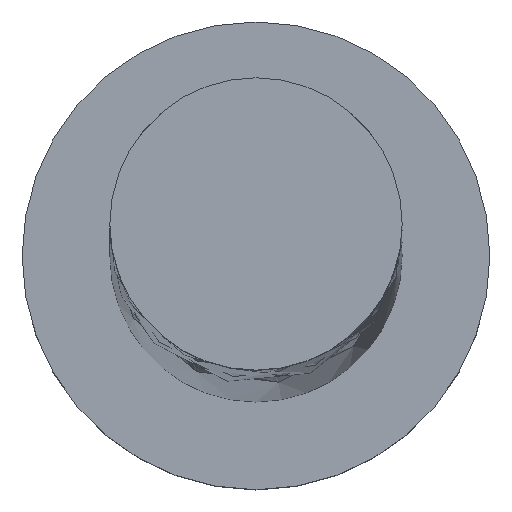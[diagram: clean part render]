
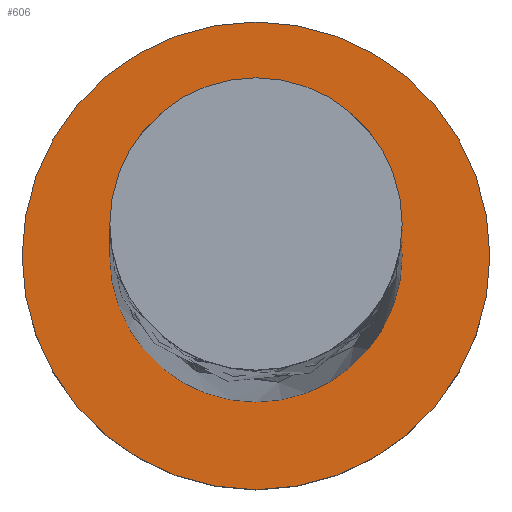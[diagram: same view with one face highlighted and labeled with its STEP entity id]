
A CAD part, top view. The second image highlights one B-rep face of the part: STEP entity #606.
In plain terms, the highlighted planar face has unit normal (0, 0, 1).
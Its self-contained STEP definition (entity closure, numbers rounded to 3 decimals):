
#83 = CIRCLE ( 'NONE', #1964, 5. ) ;
#142 = PLANE ( 'NONE',  #643 ) ;
#214 = AXIS2_PLACEMENT_3D ( 'NONE', #1806, #1988, #1797 ) ;
#285 = CIRCLE ( 'NONE', #1815, 5. ) ;
#329 = EDGE_CURVE ( 'NONE', #379, #773, #577, .T. ) ;
#379 = VERTEX_POINT ( 'NONE', #889 ) ;
#403 = DIRECTION ( 'NONE',  ( 1., 0., 0. ) ) ;
#413 = ORIENTED_EDGE ( 'NONE', *, *, #1355, .F. ) ;
#457 = EDGE_LOOP ( 'NONE', ( #1669, #413 ) ) ;
#577 = CIRCLE ( 'NONE', #1116, 8. ) ;
#606 = ADVANCED_FACE ( 'NONE', ( #1570, #1429 ), #142, .T. ) ;
#627 = CARTESIAN_POINT ( 'NONE',  ( 0., 0., 5. ) ) ;
#643 = AXIS2_PLACEMENT_3D ( 'NONE', #627, #780, #1417 ) ;
#651 = EDGE_LOOP ( 'NONE', ( #1995, #1817 ) ) ;
#738 = DIRECTION ( 'NONE',  ( 1., 0., 0. ) ) ;
#759 = DIRECTION ( 'NONE',  ( 0., 0., 1. ) ) ;
#770 = EDGE_CURVE ( 'NONE', #773, #379, #1018, .T. ) ;
#773 = VERTEX_POINT ( 'NONE', #1176 ) ;
#780 = DIRECTION ( 'NONE',  ( 0., 0., 1. ) ) ;
#873 = CARTESIAN_POINT ( 'NONE',  ( 5., 0., 5. ) ) ;
#889 = CARTESIAN_POINT ( 'NONE',  ( 8., 0., 5. ) ) ;
#915 = VERTEX_POINT ( 'NONE', #873 ) ;
#1016 = VERTEX_POINT ( 'NONE', #1641 ) ;
#1018 = CIRCLE ( 'NONE', #214, 8. ) ;
#1040 = DIRECTION ( 'NONE',  ( 0., 0., 1. ) ) ;
#1116 = AXIS2_PLACEMENT_3D ( 'NONE', #1363, #759, #738 ) ;
#1176 = CARTESIAN_POINT ( 'NONE',  ( -8., 0., 5. ) ) ;
#1283 = DIRECTION ( 'NONE',  ( 1., 0., 0. ) ) ;
#1355 = EDGE_CURVE ( 'NONE', #915, #1016, #285, .T. ) ;
#1363 = CARTESIAN_POINT ( 'NONE',  ( 0., 0., 5. ) ) ;
#1417 = DIRECTION ( 'NONE',  ( 1., 0., 0. ) ) ;
#1429 = FACE_OUTER_BOUND ( 'NONE', #651, .T. ) ;
#1513 = CARTESIAN_POINT ( 'NONE',  ( 0., 0., 5. ) ) ;
#1554 = DIRECTION ( 'NONE',  ( 0., 0., 1. ) ) ;
#1570 = FACE_BOUND ( 'NONE', #457, .T. ) ;
#1641 = CARTESIAN_POINT ( 'NONE',  ( -5., 0., 5. ) ) ;
#1669 = ORIENTED_EDGE ( 'NONE', *, *, #1725, .F. ) ;
#1725 = EDGE_CURVE ( 'NONE', #1016, #915, #83, .T. ) ;
#1741 = CARTESIAN_POINT ( 'NONE',  ( 0., 0., 5. ) ) ;
#1797 = DIRECTION ( 'NONE',  ( 1., 0., 0. ) ) ;
#1806 = CARTESIAN_POINT ( 'NONE',  ( 0., 0., 5. ) ) ;
#1815 = AXIS2_PLACEMENT_3D ( 'NONE', #1741, #1554, #1283 ) ;
#1817 = ORIENTED_EDGE ( 'NONE', *, *, #329, .T. ) ;
#1964 = AXIS2_PLACEMENT_3D ( 'NONE', #1513, #1040, #403 ) ;
#1988 = DIRECTION ( 'NONE',  ( 0., 0., 1. ) ) ;
#1995 = ORIENTED_EDGE ( 'NONE', *, *, #770, .T. ) ;
